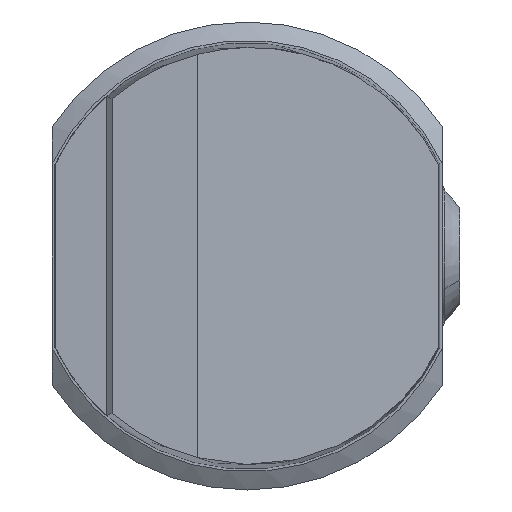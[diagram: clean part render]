
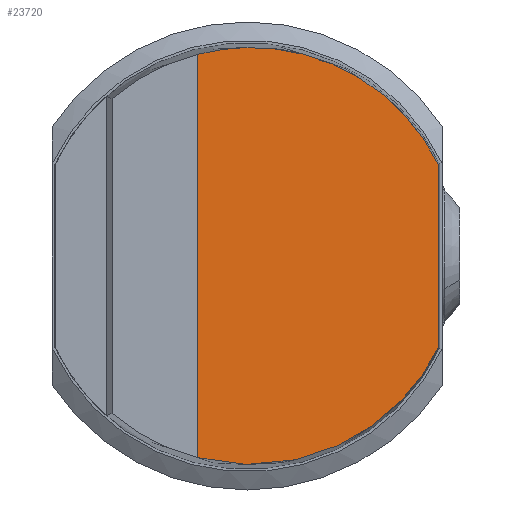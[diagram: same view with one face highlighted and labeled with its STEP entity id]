
A CAD part, left-side view. The second image highlights one B-rep face of the part: STEP entity #23720.
In plain terms, the highlighted planar face has unit normal (-0.707, -0.707, 0).
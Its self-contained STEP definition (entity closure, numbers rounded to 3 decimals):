
#20590=CARTESIAN_POINT('',(-44.3,1.9,-7.756));
#20600=VERTEX_POINT('',#20590);
#20780=CARTESIAN_POINT('',(-44.3,1.9,7.756));
#20790=VERTEX_POINT('',#20780);
#20820=CARTESIAN_POINT('',(-44.3,1.9,-8.125));
#20830=DIRECTION('',(0.,0.,1.));
#20840=VECTOR('',#20830,1.);
#20850=LINE('',#20820,#20840);
#20860=EDGE_CURVE('',#20600,#20790,#20850,.T.);
#22760=CARTESIAN_POINT('',(-35.053,-7.347,
3.521));
#22770=VERTEX_POINT('',#22760);
#22800=CARTESIAN_POINT('',(-42.26,-0.14,0.));
#22810=DIRECTION('',(-0.707,-0.707,
0.));
#22820=DIRECTION('',(0.707,-0.707,
0.));
#22830=AXIS2_PLACEMENT_3D('',#22800,#22810,#22820);
#22840=ELLIPSE('',#22830,11.343,8.02);
#22850=EDGE_CURVE('',#22770,#20790,#22840,.T.);
#23180=CARTESIAN_POINT('',(-35.053,-7.347,
-3.521));
#23190=VERTEX_POINT('',#23180);
#23220=CARTESIAN_POINT('',(-35.053,-7.347,-8.125));
#23230=DIRECTION('',(-0.,0.,-1.));
#23240=VECTOR('',#23230,1.);
#23250=LINE('',#23220,#23240);
#23260=EDGE_CURVE('',#22770,#23190,#23250,.T.);
#23380=CARTESIAN_POINT('',(-42.26,-0.14,0.));
#23390=DIRECTION('',(-0.707,-0.707,
0.));
#23400=DIRECTION('',(0.707,-0.707,
0.));
#23410=AXIS2_PLACEMENT_3D('',#23380,#23390,#23400);
#23420=ELLIPSE('',#23410,11.343,8.02);
#23430=EDGE_CURVE('',#20600,#23190,#23420,.T.);
#23610=CARTESIAN_POINT('',(-39.,-3.4,0.));
#23620=DIRECTION('',(-0.707,-0.707,
0.));
#23630=DIRECTION('',(0.707,-0.707,0.));
#23640=AXIS2_PLACEMENT_3D('',#23610,#23620,#23630);
#23650=PLANE('',#23640);
#23660=ORIENTED_EDGE('',*,*,#22850,.T.);
#23670=ORIENTED_EDGE('',*,*,#23260,.F.);
#23680=ORIENTED_EDGE('',*,*,#23430,.T.);
#23690=ORIENTED_EDGE('',*,*,#20860,.F.);
#23700=EDGE_LOOP('',(#23690,#23680,#23670,#23660));
#23710=FACE_OUTER_BOUND('',#23700,.T.);
#23720=ADVANCED_FACE('',(#23710),#23650,.T.);
